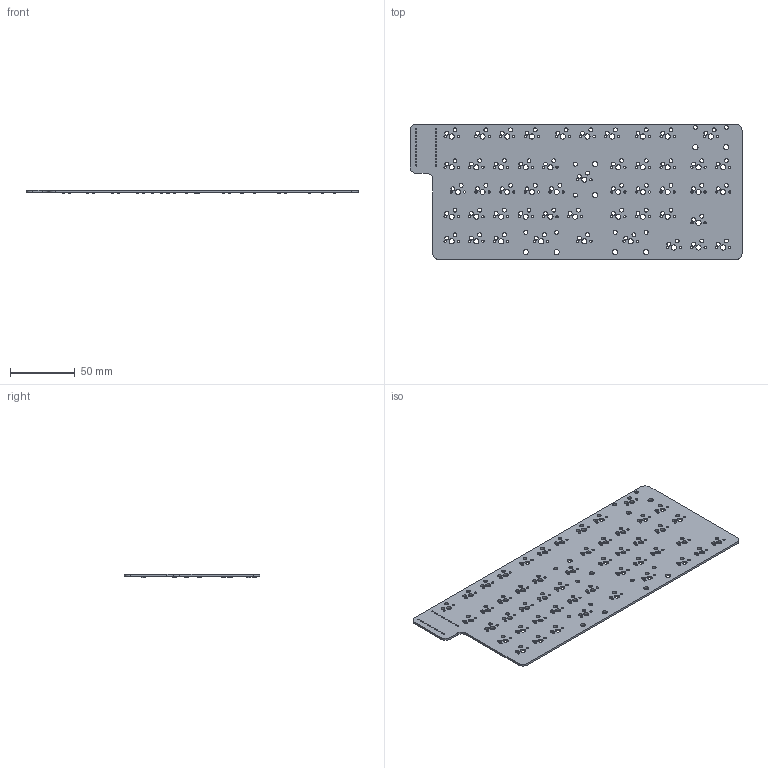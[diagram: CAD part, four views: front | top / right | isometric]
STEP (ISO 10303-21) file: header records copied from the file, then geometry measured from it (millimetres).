
FILE_DESCRIPTION(('KiCad electronic assembly'),'2;1');
FILE_NAME('newk-tabesque48.step','2024-12-30T06:28:27',('Pcbnew'),( 'Kicad'),'Open CASCADE STEP processor 7.8','KiCad to STEP converter' ,'Unknown');
FILE_SCHEMA(('AUTOMOTIVE_DESIGN { 1 0 10303 214 1 1 1 1 }'));
Length unit declared in the file: millimetre
Products named in the file (4): newk-tabesque48 1; D_SOD-123; D_SOD_123; _autosave-newk-tabesque48_PCB
Assembly tree (52 placements, depth 3):
  newk-tabesque48 1
    D_SOD-123  x50
      D_SOD_123
    _autosave-newk-tabesque48_PCB
Bounding box: 256.27 x 104.78 x 2.9 mm (x, y, z)
Volume: 38487.4 mm3; surface area: 53747.2 mm2
Topology: 51 solids, 51 shells, 3655 faces, 8709 edges, 5206 vertices
Faces by surface type: plane 1659, bspline 1300, cylinder 696
Full cylindrical faces by diameter (mm): 1 x24, 1.75 x100, 3 x100, 3.048 x8, 3.988 x58
Entity records: 14513 total; most frequent: DIRECTION 2439, CARTESIAN_POINT 2298, ORIENTED_EDGE 2130, EDGE_CURVE 1065, AXIS2_PLACEMENT_3D 1007, FACE_BOUND 953, EDGE_LOOP 953, VERTEX_POINT 698
